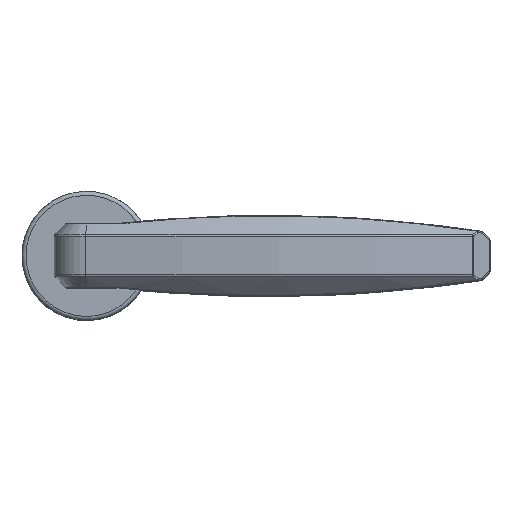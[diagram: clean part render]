
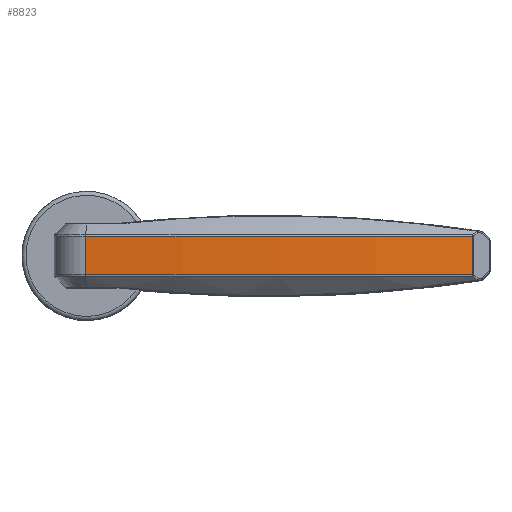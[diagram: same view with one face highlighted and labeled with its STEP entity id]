
A CAD part, top view. The second image highlights one B-rep face of the part: STEP entity #8823.
In plain terms, the highlighted cylindrical face has radius 295.965 mm (diameter 591.931 mm), a partial arc.
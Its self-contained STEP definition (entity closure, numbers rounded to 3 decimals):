
#752=FACE_OUTER_BOUND('',#1363,.T.);
#1363=EDGE_LOOP('',(#5858,#5859,#5860,#5861));
#1996=CIRCLE('',#9566,295.965);
#1997=CIRCLE('',#9567,295.965);
#2597=LINE('',#13596,#3133);
#2598=LINE('',#13600,#3134);
#3133=VECTOR('',#10734,10.);
#3134=VECTOR('',#10737,10.);
#3669=VERTEX_POINT('',#13594);
#3670=VERTEX_POINT('',#13595);
#3671=VERTEX_POINT('',#13597);
#3672=VERTEX_POINT('',#13599);
#4472=EDGE_CURVE('',#3669,#3670,#2597,.T.);
#4473=EDGE_CURVE('',#3671,#3669,#1996,.T.);
#4474=EDGE_CURVE('',#3672,#3671,#2598,.T.);
#4475=EDGE_CURVE('',#3672,#3670,#1997,.T.);
#5858=ORIENTED_EDGE('',*,*,#4472,.F.);
#5859=ORIENTED_EDGE('',*,*,#4473,.F.);
#5860=ORIENTED_EDGE('',*,*,#4474,.F.);
#5861=ORIENTED_EDGE('',*,*,#4475,.T.);
#8630=CYLINDRICAL_SURFACE('',#9565,295.965);
#8823=ADVANCED_FACE('',(#752),#8630,.T.);
#9565=AXIS2_PLACEMENT_3D('',#13593,#10732,#10733);
#9566=AXIS2_PLACEMENT_3D('',#13598,#10735,#10736);
#9567=AXIS2_PLACEMENT_3D('',#13601,#10738,#10739);
#10732=DIRECTION('center_axis',(0.,1.,0.));
#10733=DIRECTION('ref_axis',(-1.,0.,0.018));
#10734=DIRECTION('',(0.,1.,0.));
#10735=DIRECTION('center_axis',(0.,-1.,0.));
#10736=DIRECTION('ref_axis',(0.018,0.,1.));
#10737=DIRECTION('',(0.,-1.,0.));
#10738=DIRECTION('center_axis',(0.,-1.,0.));
#10739=DIRECTION('ref_axis',(0.018,0.,1.));
#13593=CARTESIAN_POINT('Origin',(42.395,4.639,-194.964));
#13594=CARTESIAN_POINT('',(-0.298,-4.793,97.906));
#13595=CARTESIAN_POINT('',(-0.298,4.793,97.906));
#13596=CARTESIAN_POINT('',(-0.298,3.301,97.906));
#13597=CARTESIAN_POINT('',(95.684,-4.793,96.165));
#13598=CARTESIAN_POINT('Origin',(42.395,-4.793,-194.964));
#13599=CARTESIAN_POINT('',(95.684,4.793,96.165));
#13600=CARTESIAN_POINT('',(95.684,4.639,96.165));
#13601=CARTESIAN_POINT('Origin',(42.395,4.793,-194.964));
